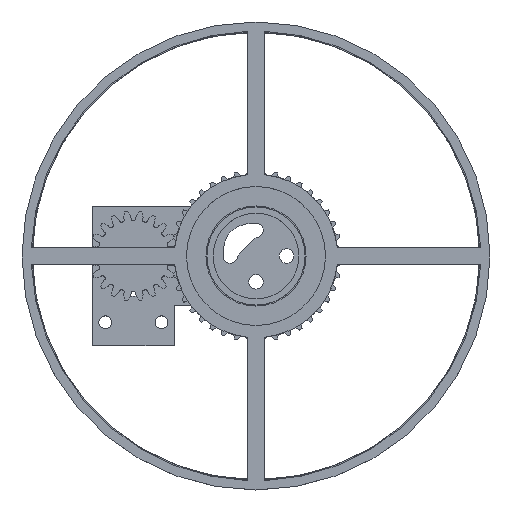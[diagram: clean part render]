
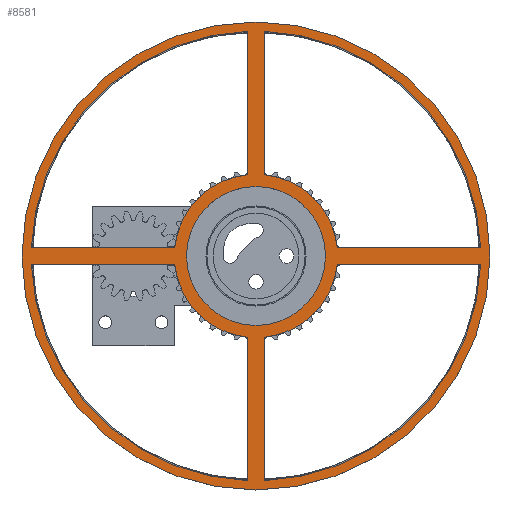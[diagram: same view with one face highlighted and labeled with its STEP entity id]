
A CAD part, top view. The second image highlights one B-rep face of the part: STEP entity #8581.
In plain terms, the highlighted face is planar.
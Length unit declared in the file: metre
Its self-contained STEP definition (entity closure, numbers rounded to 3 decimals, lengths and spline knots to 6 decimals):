
#506=PLANE('',#9406);
#904=CIRCLE('',#9407,0.02159);
#905=CIRCLE('',#9408,0.072708);
#906=CIRCLE('',#9409,0.06985);
#907=CIRCLE('',#9410,0.0254);
#908=CIRCLE('',#9411,0.06985);
#909=CIRCLE('',#9412,0.0254);
#910=CIRCLE('',#9413,0.06985);
#911=CIRCLE('',#9414,0.0254);
#912=CIRCLE('',#9415,0.0254);
#913=CIRCLE('',#9416,0.06985);
#2189=ORIENTED_EDGE('',*,*,#4561,.F.);
#2190=ORIENTED_EDGE('',*,*,#4562,.T.);
#2191=ORIENTED_EDGE('',*,*,#4563,.F.);
#2192=ORIENTED_EDGE('',*,*,#4564,.T.);
#2193=ORIENTED_EDGE('',*,*,#4565,.T.);
#2194=ORIENTED_EDGE('',*,*,#4566,.T.);
#2195=ORIENTED_EDGE('',*,*,#4567,.F.);
#2196=ORIENTED_EDGE('',*,*,#4568,.T.);
#2197=ORIENTED_EDGE('',*,*,#4569,.T.);
#2198=ORIENTED_EDGE('',*,*,#4570,.T.);
#2199=ORIENTED_EDGE('',*,*,#4571,.F.);
#2200=ORIENTED_EDGE('',*,*,#4572,.T.);
#2201=ORIENTED_EDGE('',*,*,#4573,.T.);
#2202=ORIENTED_EDGE('',*,*,#4574,.T.);
#2203=ORIENTED_EDGE('',*,*,#4575,.T.);
#2204=ORIENTED_EDGE('',*,*,#4576,.T.);
#2205=ORIENTED_EDGE('',*,*,#4577,.F.);
#2206=ORIENTED_EDGE('',*,*,#4578,.T.);
#4561=EDGE_CURVE('',#5809,#5809,#904,.T.);
#4562=EDGE_CURVE('',#5810,#5810,#905,.T.);
#4563=EDGE_CURVE('',#5811,#5812,#906,.T.);
#4564=EDGE_CURVE('',#5811,#5813,#6338,.T.);
#4565=EDGE_CURVE('',#5813,#5814,#907,.T.);
#4566=EDGE_CURVE('',#5814,#5812,#6339,.T.);
#4567=EDGE_CURVE('',#5815,#5816,#908,.T.);
#4568=EDGE_CURVE('',#5815,#5817,#6340,.T.);
#4569=EDGE_CURVE('',#5817,#5818,#909,.T.);
#4570=EDGE_CURVE('',#5818,#5816,#6341,.T.);
#4571=EDGE_CURVE('',#5819,#5820,#910,.T.);
#4572=EDGE_CURVE('',#5819,#5821,#6342,.T.);
#4573=EDGE_CURVE('',#5821,#5822,#911,.T.);
#4574=EDGE_CURVE('',#5822,#5820,#6343,.T.);
#4575=EDGE_CURVE('',#5823,#5824,#912,.T.);
#4576=EDGE_CURVE('',#5824,#5825,#6344,.T.);
#4577=EDGE_CURVE('',#5826,#5825,#913,.T.);
#4578=EDGE_CURVE('',#5826,#5823,#6345,.T.);
#5809=VERTEX_POINT('',#19504);
#5810=VERTEX_POINT('',#19506);
#5811=VERTEX_POINT('',#19508);
#5812=VERTEX_POINT('',#19509);
#5813=VERTEX_POINT('',#19511);
#5814=VERTEX_POINT('',#19513);
#5815=VERTEX_POINT('',#19516);
#5816=VERTEX_POINT('',#19517);
#5817=VERTEX_POINT('',#19519);
#5818=VERTEX_POINT('',#19521);
#5819=VERTEX_POINT('',#19524);
#5820=VERTEX_POINT('',#19525);
#5821=VERTEX_POINT('',#19527);
#5822=VERTEX_POINT('',#19529);
#5823=VERTEX_POINT('',#19532);
#5824=VERTEX_POINT('',#19533);
#5825=VERTEX_POINT('',#19535);
#5826=VERTEX_POINT('',#19537);
#6338=LINE('',#19510,#6777);
#6339=LINE('',#19514,#6778);
#6340=LINE('',#19518,#6779);
#6341=LINE('',#19522,#6780);
#6342=LINE('',#19526,#6781);
#6343=LINE('',#19530,#6782);
#6344=LINE('',#19534,#6783);
#6345=LINE('',#19538,#6784);
#6777=VECTOR('',#11007,1.);
#6778=VECTOR('',#11010,1.);
#6779=VECTOR('',#11013,1.);
#6780=VECTOR('',#11016,1.);
#6781=VECTOR('',#11019,1.);
#6782=VECTOR('',#11022,1.);
#6783=VECTOR('',#11025,1.);
#6784=VECTOR('',#11028,1.);
#7249=EDGE_LOOP('',(#2189));
#7250=EDGE_LOOP('',(#2190));
#7251=EDGE_LOOP('',(#2191,#2192,#2193,#2194));
#7252=EDGE_LOOP('',(#2195,#2196,#2197,#2198));
#7253=EDGE_LOOP('',(#2199,#2200,#2201,#2202));
#7254=EDGE_LOOP('',(#2203,#2204,#2205,#2206));
#7784=FACE_BOUND('',#7249,.T.);
#7785=FACE_BOUND('',#7250,.T.);
#7786=FACE_BOUND('',#7251,.T.);
#7787=FACE_BOUND('',#7252,.T.);
#7788=FACE_BOUND('',#7253,.T.);
#7789=FACE_BOUND('',#7254,.T.);
#8581=ADVANCED_FACE('',(#7784,#7785,#7786,#7787,#7788,#7789),#506,.F.);
#9406=AXIS2_PLACEMENT_3D('',#19502,#10999,#11000);
#9407=AXIS2_PLACEMENT_3D('',#19503,#11001,#11002);
#9408=AXIS2_PLACEMENT_3D('',#19505,#11003,#11004);
#9409=AXIS2_PLACEMENT_3D('',#19507,#11005,#11006);
#9410=AXIS2_PLACEMENT_3D('',#19512,#11008,#11009);
#9411=AXIS2_PLACEMENT_3D('',#19515,#11011,#11012);
#9412=AXIS2_PLACEMENT_3D('',#19520,#11014,#11015);
#9413=AXIS2_PLACEMENT_3D('',#19523,#11017,#11018);
#9414=AXIS2_PLACEMENT_3D('',#19528,#11020,#11021);
#9415=AXIS2_PLACEMENT_3D('',#19531,#11023,#11024);
#9416=AXIS2_PLACEMENT_3D('',#19536,#11026,#11027);
#10999=DIRECTION('',(0.,1.,0.));
#11000=DIRECTION('',(0.,0.,1.));
#11001=DIRECTION('',(0.,-1.,0.));
#11002=DIRECTION('',(0.,0.,-1.));
#11003=DIRECTION('',(0.,-1.,0.));
#11004=DIRECTION('',(0.,0.,-1.));
#11005=DIRECTION('',(0.,-1.,0.));
#11006=DIRECTION('',(0.,0.,-1.));
#11007=DIRECTION('',(0.,0.,-1.));
#11008=DIRECTION('',(0.,-1.,0.));
#11009=DIRECTION('',(0.,0.,-1.));
#11010=DIRECTION('',(-1.,0.,0.));
#11011=DIRECTION('',(0.,-1.,0.));
#11012=DIRECTION('',(0.,0.,-1.));
#11013=DIRECTION('',(0.,0.,1.));
#11014=DIRECTION('',(0.,-1.,0.));
#11015=DIRECTION('',(0.,0.,-1.));
#11016=DIRECTION('',(1.,0.,0.));
#11017=DIRECTION('',(0.,-1.,0.));
#11018=DIRECTION('',(0.,0.,-1.));
#11019=DIRECTION('',(1.,0.,0.));
#11020=DIRECTION('',(0.,-1.,0.));
#11021=DIRECTION('',(0.,0.,-1.));
#11022=DIRECTION('',(0.,0.,-1.));
#11023=DIRECTION('',(0.,-1.,0.));
#11024=DIRECTION('',(0.,0.,-1.));
#11025=DIRECTION('',(0.,0.,1.));
#11026=DIRECTION('',(0.,-1.,0.));
#11027=DIRECTION('',(0.,0.,-1.));
#11028=DIRECTION('',(-1.,0.,0.));
#19502=CARTESIAN_POINT('',(0.,-0.01016,0.));
#19503=CARTESIAN_POINT('',(0.,-0.01016,0.));
#19504=CARTESIAN_POINT('',(0.,-0.01016,-0.02159));
#19505=CARTESIAN_POINT('',(0.,-0.01016,0.));
#19506=CARTESIAN_POINT('',(0.,-0.01016,-0.072708));
#19507=CARTESIAN_POINT('',(0.,-0.01016,0.));
#19508=CARTESIAN_POINT('',(-0.00254,-0.01016,0.069804));
#19509=CARTESIAN_POINT('',(-0.069804,-0.01016,0.00254));
#19510=CARTESIAN_POINT('',(-0.00254,-0.01016,0.047538));
#19511=CARTESIAN_POINT('',(-0.00254,-0.01016,0.025273));
#19512=CARTESIAN_POINT('',(0.,-0.01016,0.));
#19513=CARTESIAN_POINT('',(-0.025273,-0.01016,0.00254));
#19514=CARTESIAN_POINT('',(-0.047538,-0.01016,0.00254));
#19515=CARTESIAN_POINT('',(0.,-0.01016,0.));
#19516=CARTESIAN_POINT('',(0.00254,-0.01016,-0.069804));
#19517=CARTESIAN_POINT('',(0.069804,-0.01016,-0.00254));
#19518=CARTESIAN_POINT('',(0.00254,-0.01016,-0.047538));
#19519=CARTESIAN_POINT('',(0.00254,-0.01016,-0.025273));
#19520=CARTESIAN_POINT('',(0.,-0.01016,0.));
#19521=CARTESIAN_POINT('',(0.025273,-0.01016,-0.00254));
#19522=CARTESIAN_POINT('',(0.047538,-0.01016,-0.00254));
#19523=CARTESIAN_POINT('',(0.,-0.01016,0.));
#19524=CARTESIAN_POINT('',(-0.069804,-0.01016,-0.00254));
#19525=CARTESIAN_POINT('',(-0.00254,-0.01016,-0.069804));
#19526=CARTESIAN_POINT('',(-0.047538,-0.01016,-0.00254));
#19527=CARTESIAN_POINT('',(-0.025273,-0.01016,-0.00254));
#19528=CARTESIAN_POINT('',(0.,-0.01016,0.));
#19529=CARTESIAN_POINT('',(-0.00254,-0.01016,-0.025273));
#19530=CARTESIAN_POINT('',(-0.00254,-0.01016,-0.047538));
#19531=CARTESIAN_POINT('',(0.,-0.01016,0.));
#19532=CARTESIAN_POINT('',(0.025273,-0.01016,0.00254));
#19533=CARTESIAN_POINT('',(0.00254,-0.01016,0.025273));
#19534=CARTESIAN_POINT('',(0.00254,-0.01016,0.047538));
#19535=CARTESIAN_POINT('',(0.00254,-0.01016,0.069804));
#19536=CARTESIAN_POINT('',(0.,-0.01016,0.));
#19537=CARTESIAN_POINT('',(0.069804,-0.01016,0.00254));
#19538=CARTESIAN_POINT('',(0.047538,-0.01016,0.00254));
